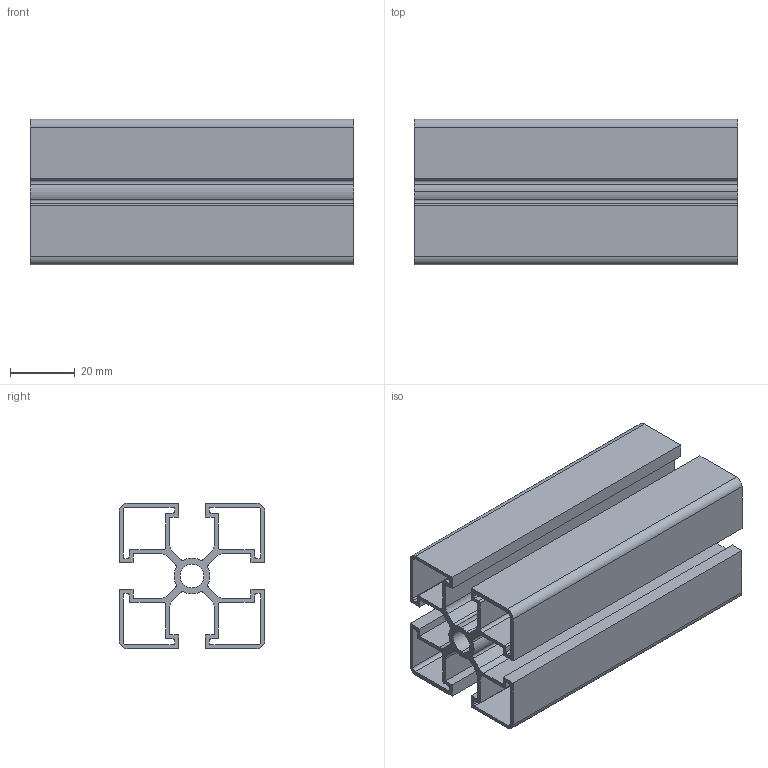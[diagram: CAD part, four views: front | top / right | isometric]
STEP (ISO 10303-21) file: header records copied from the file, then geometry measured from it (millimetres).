
FILE_DESCRIPTION (( 'STEP AP203' ), '1' );
FILE_NAME ('084.101.042.STEP', '2013-01-21T09:53:02', ( '' ), ( '' ), 'SwSTEP 2.0', 'SolidWorks 2011', '' );
FILE_SCHEMA (( 'CONFIG_CONTROL_DESIGN' ));
Length unit declared in the file: millimetre
Products named in the file (1): 084.101.042
Bounding box: 100 x 45 x 45 mm (x, y, z)
Volume: 42644.3 mm3; surface area: 62107.1 mm2
Topology: 1 solids, 1 shells, 135 faces, 399 edges, 266 vertices
Faces by surface type: plane 74, cylinder 61
Entity records: 4632 total; most frequent: CARTESIAN_POINT 801, ORIENTED_EDGE 798, DIRECTION 793, EDGE_CURVE 399, LINE 277, VECTOR 277, VERTEX_POINT 266, AXIS2_PLACEMENT_3D 258
